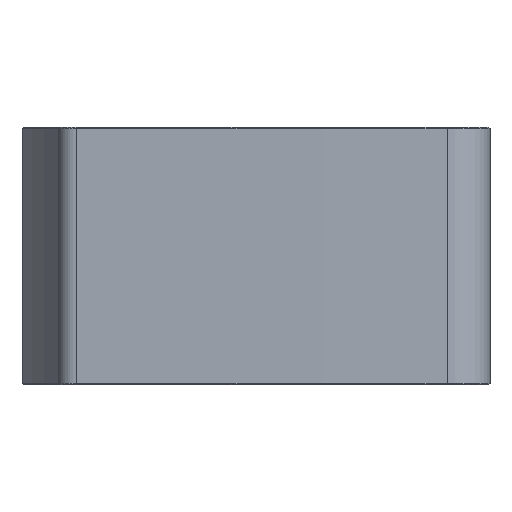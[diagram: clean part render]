
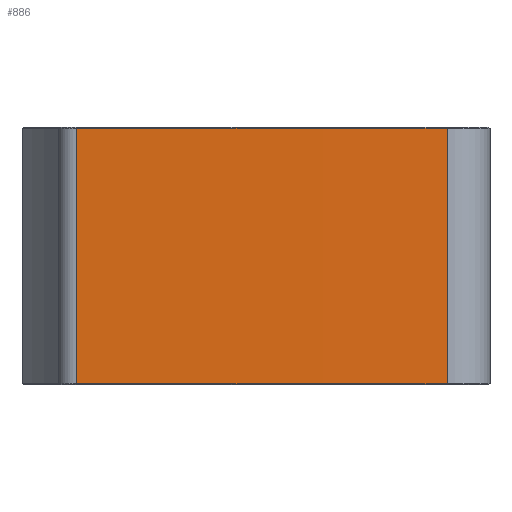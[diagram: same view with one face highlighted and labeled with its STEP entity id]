
A CAD part, left-side view. The second image highlights one B-rep face of the part: STEP entity #886.
In plain terms, the highlighted cylindrical face has radius 2197.97 mm (diameter 4395.94 mm), a partial arc.
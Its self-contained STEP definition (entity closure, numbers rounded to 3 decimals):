
#410=CYLINDRICAL_SURFACE('',#5163,2197.969);
#668=CIRCLE('',#5161,2197.969);
#669=CIRCLE('',#5162,2197.969);
#886=ADVANCED_FACE('',(#1241),#410,.T.);
#1241=FACE_OUTER_BOUND('',#1541,.T.);
#1541=EDGE_LOOP('',(#2237,#2238,#2239,#2240));
#2237=ORIENTED_EDGE('',*,*,#3893,.F.);
#2238=ORIENTED_EDGE('',*,*,#3973,.T.);
#2239=ORIENTED_EDGE('',*,*,#3974,.T.);
#2240=ORIENTED_EDGE('',*,*,#3975,.T.);
#3439=VERTEX_POINT('',#7765);
#3440=VERTEX_POINT('',#7767);
#3493=VERTEX_POINT('',#7975);
#3494=VERTEX_POINT('',#7977);
#3893=EDGE_CURVE('',#3439,#3440,#4405,.T.);
#3973=EDGE_CURVE('',#3439,#3493,#668,.T.);
#3974=EDGE_CURVE('',#3493,#3494,#4446,.T.);
#3975=EDGE_CURVE('',#3494,#3440,#669,.T.);
#4405=LINE('',#7766,#4695);
#4446=LINE('',#7976,#4740);
#4695=VECTOR('',#6016,1.);
#4740=VECTOR('',#6171,1.);
#5161=AXIS2_PLACEMENT_3D('',#7974,#6169,#6170);
#5162=AXIS2_PLACEMENT_3D('',#7978,#6172,#6173);
#5163=AXIS2_PLACEMENT_3D('',#7979,#6174,#6175);
#6016=DIRECTION('',(0.,0.,-1.));
#6169=DIRECTION('',(0.,0.,-1.));
#6170=DIRECTION('',(1.,0.,0.));
#6171=DIRECTION('',(0.,0.,-1.));
#6172=DIRECTION('',(0.,0.,1.));
#6173=DIRECTION('',(1.,0.,0.));
#6174=DIRECTION('',(0.,0.,-1.));
#6175=DIRECTION('',(-1.,0.,0.));
#7765=CARTESIAN_POINT('',(-200.34,-148.32,77.2));
#7766=CARTESIAN_POINT('',(-200.34,-148.32,767.25));
#7767=CARTESIAN_POINT('',(-200.34,-148.32,17.8));
#7974=CARTESIAN_POINT('',(1997.624,-143.512,77.2));
#7975=CARTESIAN_POINT('',(-198.834,-62.023,77.2));
#7976=CARTESIAN_POINT('',(-198.834,-62.023,767.25));
#7977=CARTESIAN_POINT('',(-198.834,-62.023,17.8));
#7978=CARTESIAN_POINT('',(1997.624,-143.512,17.8));
#7979=CARTESIAN_POINT('',(1997.624,-143.512,767.25));
